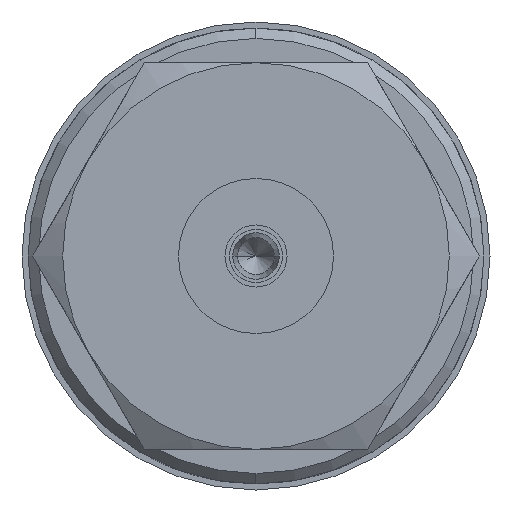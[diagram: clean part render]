
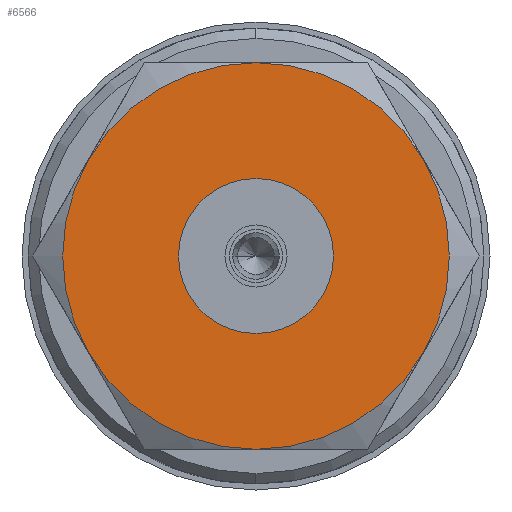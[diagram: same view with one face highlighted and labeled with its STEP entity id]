
A CAD part, left-side view. The second image highlights one B-rep face of the part: STEP entity #6566.
In plain terms, the highlighted planar face has unit normal (-1, 0, 0).
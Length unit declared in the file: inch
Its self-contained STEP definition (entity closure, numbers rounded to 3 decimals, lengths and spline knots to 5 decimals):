
#115 = CARTESIAN_POINT ( 'NONE',  ( 0., -0.16195, 0.0935 ) ) ;
#552 = CIRCLE ( 'NONE', #7359, 0.075 ) ;
#556 = VERTEX_POINT ( 'NONE', #4765 ) ;
#612 = DIRECTION ( 'NONE',  ( 0., 0., 1. ) ) ;
#801 = AXIS2_PLACEMENT_3D ( 'NONE', #7020, #3647, #612 ) ;
#969 = VERTEX_POINT ( 'NONE', #6108 ) ;
#1059 = EDGE_CURVE ( 'NONE', #4925, #6724, #3414, .T. ) ;
#1365 = ORIENTED_EDGE ( 'NONE', *, *, #2755, .F. ) ;
#1565 = CIRCLE ( 'NONE', #6752, 0.187 ) ;
#1579 = CARTESIAN_POINT ( 'NONE',  ( 0., 0., 0.187 ) ) ;
#1590 = CIRCLE ( 'NONE', #5737, 0.187 ) ;
#2103 = ORIENTED_EDGE ( 'NONE', *, *, #8744, .T. ) ;
#2184 = DIRECTION ( 'NONE',  ( 1., 0., 0. ) ) ;
#2283 = DIRECTION ( 'NONE',  ( 0., 0., 1. ) ) ;
#2558 = DIRECTION ( 'NONE',  ( 0., 0., -1. ) ) ;
#2586 = CARTESIAN_POINT ( 'NONE',  ( 0., 0., 0. ) ) ;
#2595 = VERTEX_POINT ( 'NONE', #1579 ) ;
#2755 = EDGE_CURVE ( 'NONE', #2595, #4925, #9057, .T. ) ;
#2846 = CARTESIAN_POINT ( 'NONE',  ( 0., -0.16195, -0.0935 ) ) ;
#3139 = ORIENTED_EDGE ( 'NONE', *, *, #7008, .F. ) ;
#3166 = ORIENTED_EDGE ( 'NONE', *, *, #8845, .F. ) ;
#3260 = VERTEX_POINT ( 'NONE', #6818 ) ;
#3414 = CIRCLE ( 'NONE', #6371, 0.187 ) ;
#3450 = AXIS2_PLACEMENT_3D ( 'NONE', #9096, #6280, #7698 ) ;
#3647 = DIRECTION ( 'NONE',  ( -1., 0., 0. ) ) ;
#4334 = CIRCLE ( 'NONE', #3450, 0.187 ) ;
#4380 = CARTESIAN_POINT ( 'NONE',  ( 0., 0., 0. ) ) ;
#4453 = EDGE_LOOP ( 'NONE', ( #8751, #3166 ) ) ;
#4467 = EDGE_CURVE ( 'NONE', #8602, #5889, #4334, .T. ) ;
#4569 = CARTESIAN_POINT ( 'NONE',  ( 0., 0., 0. ) ) ;
#4611 = DIRECTION ( 'NONE',  ( 0., 0., -1. ) ) ;
#4680 = PLANE ( 'NONE',  #6145 ) ;
#4765 = CARTESIAN_POINT ( 'NONE',  ( 0., 0., 0.075 ) ) ;
#4782 = FACE_OUTER_BOUND ( 'NONE', #7791, .T. ) ;
#4925 = VERTEX_POINT ( 'NONE', #115 ) ;
#5057 = AXIS2_PLACEMENT_3D ( 'NONE', #2586, #5459, #8227 ) ;
#5459 = DIRECTION ( 'NONE',  ( 1., 0., 0. ) ) ;
#5529 = CARTESIAN_POINT ( 'NONE',  ( 0., 0., 0. ) ) ;
#5545 = CIRCLE ( 'NONE', #801, 0.075 ) ;
#5661 = CARTESIAN_POINT ( 'NONE',  ( 0., 0.16195, -0.0935 ) ) ;
#5676 = DIRECTION ( 'NONE',  ( -1., 0., 0. ) ) ;
#5737 = AXIS2_PLACEMENT_3D ( 'NONE', #4380, #5676, #2283 ) ;
#5861 = CARTESIAN_POINT ( 'NONE',  ( 0., 0., 0. ) ) ;
#5889 = VERTEX_POINT ( 'NONE', #5661 ) ;
#5926 = EDGE_CURVE ( 'NONE', #556, #3260, #5545, .T. ) ;
#6108 = CARTESIAN_POINT ( 'NONE',  ( 0., 0.16195, 0.0935 ) ) ;
#6135 = DIRECTION ( 'NONE',  ( 1., 0., 0. ) ) ;
#6145 = AXIS2_PLACEMENT_3D ( 'NONE', #5529, #6135, #2558 ) ;
#6280 = DIRECTION ( 'NONE',  ( 1., 0., 0. ) ) ;
#6371 = AXIS2_PLACEMENT_3D ( 'NONE', #4569, #7491, #4611 ) ;
#6566 = ADVANCED_FACE ( 'NONE', ( #8392, #4782 ), #4680, .F. ) ;
#6724 = VERTEX_POINT ( 'NONE', #2846 ) ;
#6752 = AXIS2_PLACEMENT_3D ( 'NONE', #7873, #9089, #8565 ) ;
#6818 = CARTESIAN_POINT ( 'NONE',  ( 0., 0., -0.075 ) ) ;
#7008 = EDGE_CURVE ( 'NONE', #5889, #969, #1565, .T. ) ;
#7020 = CARTESIAN_POINT ( 'NONE',  ( 0., 0., 0. ) ) ;
#7302 = ORIENTED_EDGE ( 'NONE', *, *, #7614, .F. ) ;
#7339 = AXIS2_PLACEMENT_3D ( 'NONE', #8529, #2184, #8486 ) ;
#7359 = AXIS2_PLACEMENT_3D ( 'NONE', #5861, #8631, #7849 ) ;
#7491 = DIRECTION ( 'NONE',  ( 1., 0., 0. ) ) ;
#7614 = EDGE_CURVE ( 'NONE', #6724, #8602, #8374, .T. ) ;
#7698 = DIRECTION ( 'NONE',  ( 0., 0., -1. ) ) ;
#7791 = EDGE_LOOP ( 'NONE', ( #8488, #7302, #7829, #1365, #2103, #3139 ) ) ;
#7829 = ORIENTED_EDGE ( 'NONE', *, *, #1059, .F. ) ;
#7849 = DIRECTION ( 'NONE',  ( 0., 0., 1. ) ) ;
#7873 = CARTESIAN_POINT ( 'NONE',  ( 0., 0., 0. ) ) ;
#8227 = DIRECTION ( 'NONE',  ( 0., 0., -1. ) ) ;
#8374 = CIRCLE ( 'NONE', #7339, 0.187 ) ;
#8392 = FACE_BOUND ( 'NONE', #4453, .T. ) ;
#8486 = DIRECTION ( 'NONE',  ( 0., 0., -1. ) ) ;
#8488 = ORIENTED_EDGE ( 'NONE', *, *, #4467, .F. ) ;
#8529 = CARTESIAN_POINT ( 'NONE',  ( 0., 0., 0. ) ) ;
#8565 = DIRECTION ( 'NONE',  ( 0., 0., -1. ) ) ;
#8602 = VERTEX_POINT ( 'NONE', #9069 ) ;
#8631 = DIRECTION ( 'NONE',  ( -1., 0., 0. ) ) ;
#8744 = EDGE_CURVE ( 'NONE', #2595, #969, #1590, .T. ) ;
#8751 = ORIENTED_EDGE ( 'NONE', *, *, #5926, .F. ) ;
#8845 = EDGE_CURVE ( 'NONE', #3260, #556, #552, .T. ) ;
#9057 = CIRCLE ( 'NONE', #5057, 0.187 ) ;
#9069 = CARTESIAN_POINT ( 'NONE',  ( 0., 0., -0.187 ) ) ;
#9089 = DIRECTION ( 'NONE',  ( 1., 0., 0. ) ) ;
#9096 = CARTESIAN_POINT ( 'NONE',  ( 0., 0., 0. ) ) ;
